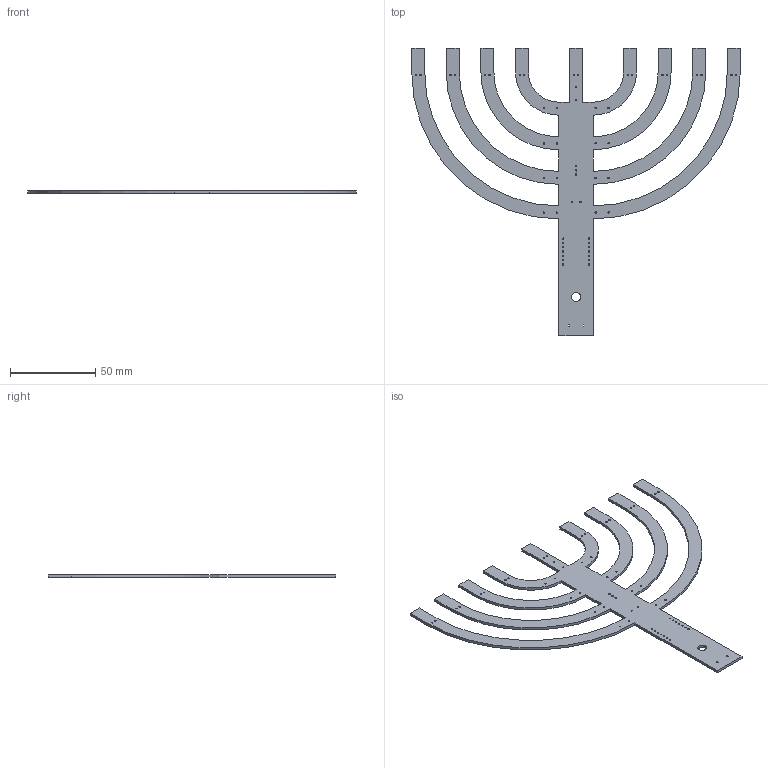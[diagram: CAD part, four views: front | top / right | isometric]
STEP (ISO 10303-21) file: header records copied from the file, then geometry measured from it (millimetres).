
FILE_DESCRIPTION(('KiCad electronic assembly'),'2;1');
FILE_NAME('CircuitPythonukiah.step','2022-08-27T12:08:12',('Pcbnew'),( 'Kicad'),'Open CASCADE STEP processor 7.5','KiCad to STEP converter' ,'Unknown');
FILE_SCHEMA(('AUTOMOTIVE_DESIGN { 1 0 10303 214 1 1 1 1 }'));
Length unit declared in the file: millimetre
Products named in the file (2): CircuitPythonukiah 1; CircuitPythonukiah PCB
Assembly tree (1 placements, depth 2):
  CircuitPythonukiah 1
    CircuitPythonukiah PCB
Bounding box: 193.04 x 169.02 x 1.6 mm (x, y, z)
Volume: 14105.5 mm3; surface area: 20954 mm2
Topology: 1 solids, 1 shells, 122 faces, 360 edges, 240 vertices
Faces by surface type: cylinder 76, plane 46
Full cylindrical faces by diameter (mm): 0.762 x16, 0.8 x18, 0.9 x21, 5.3 x1
Entity records: 9551 total; most frequent: CARTESIAN_POINT 2356, DIRECTION 1328, LINE 776, VECTOR 776, ORIENTED_EDGE 720, PCURVE 720, DEFINITIONAL_REPRESENTATION 720, EDGE_CURVE 360
